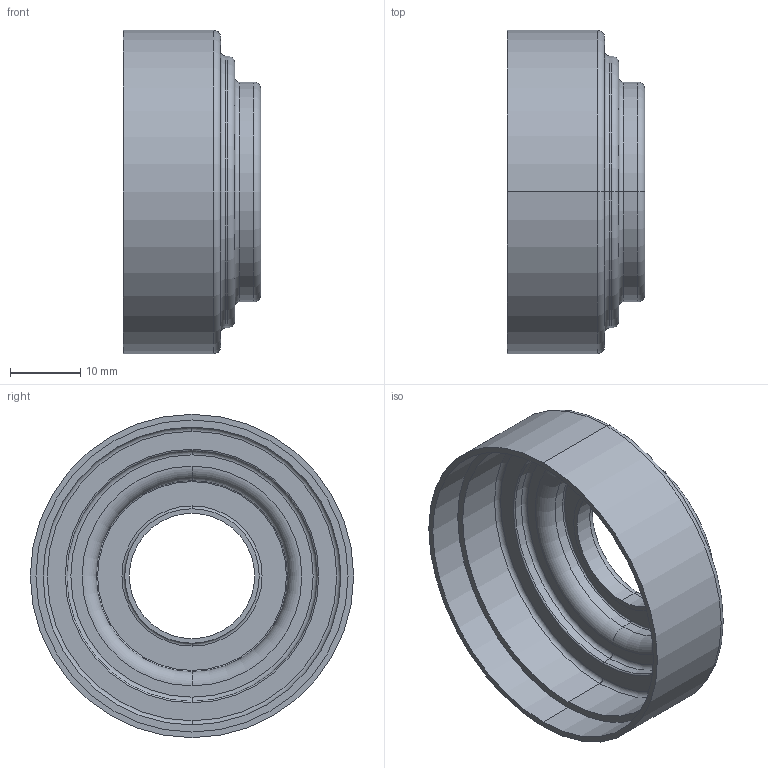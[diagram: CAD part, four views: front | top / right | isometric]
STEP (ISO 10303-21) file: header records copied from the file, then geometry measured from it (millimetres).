
FILE_DESCRIPTION (( 'STEP AP203' ), '1' );
FILE_NAME ('风罩-测绘-戈雷姆-B型.STEP', '2021-03-31T02:10:29', ( '2012dnd.com' ), ( '2012dnd.com' ), 'SwSTEP 2.0', 'SolidWorks 2017', '' );
FILE_SCHEMA (( 'CONFIG_CONTROL_DESIGN' ));
Length unit declared in the file: millimetre
Products named in the file (1): 风罩-测绘-戈雷姆-B型
Bounding box: 19.5 x 45.9 x 45.9 mm (x, y, z)
Volume: 5818.4 mm3; surface area: 7491.1 mm2
Topology: 1 solids, 1 shells, 51 faces, 102 edges, 60 vertices
Faces by surface type: torus 24, cylinder 18, plane 9
Entity records: 1429 total; most frequent: DIRECTION 290, CARTESIAN_POINT 214, ORIENTED_EDGE 204, AXIS2_PLACEMENT_3D 136, EDGE_CURVE 102, CIRCLE 84, VERTEX_POINT 60, EDGE_LOOP 60
